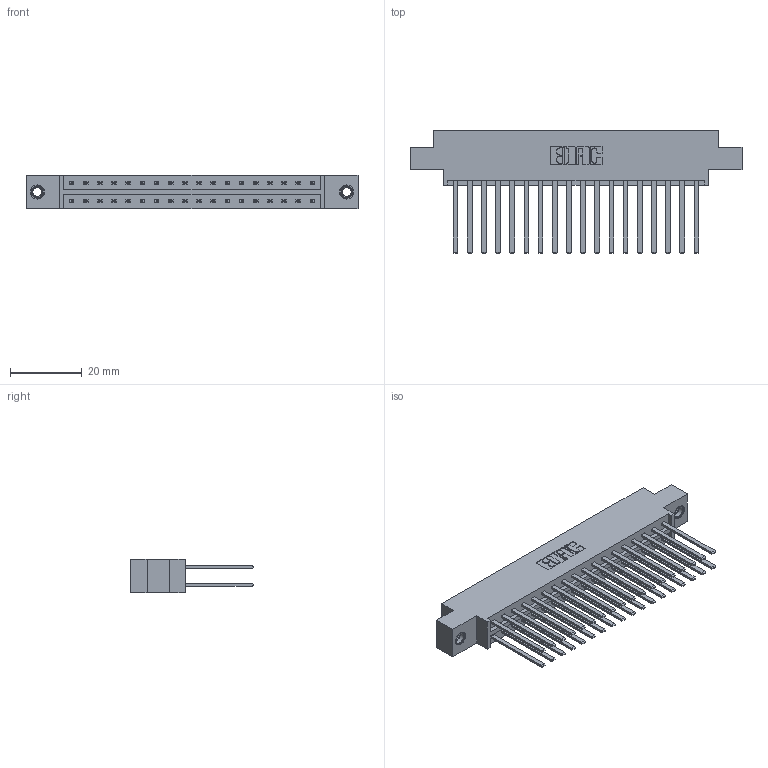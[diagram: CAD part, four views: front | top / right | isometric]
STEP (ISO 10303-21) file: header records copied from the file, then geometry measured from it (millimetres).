
FILE_DESCRIPTION (( 'STEP AP203' ), '1' );
FILE_NAME ('833-036-544-807.STEP', '2020-06-03T03:35:01', ( '' ), ( '' ), 'SwSTEP 2.0', 'SolidWorks 2020', '' );
FILE_SCHEMA (( 'CONFIG_CONTROL_DESIGN' ));
Length unit declared in the file: inch
Products named in the file (4): 833-036-544-807; 345-292-001_345-293-144; 345-250-001_345-250-005-103; 833 Part_Offset - .156 Dia - TI
Assembly tree (39 placements, depth 2):
  833-036-544-807
    833 Part_Offset - .156 Dia - TI
    345-292-001_345-293-144  x36
    345-250-001_345-250-005-103  x2
Bounding box: 92.86 x 34.3 x 9.4 mm (x, y, z)
Volume: 9519.6 mm3; surface area: 12876.5 mm2
Topology: 39 solids, 39 shells, 1834 faces, 5391 edges, 3538 vertices
Faces by surface type: plane 1258, cylinder 560, cone 12, torus 4
Entity records: 15818 total; most frequent: CARTESIAN_POINT 2633, ORIENTED_EDGE 2562, DIRECTION 2319, EDGE_CURVE 1281, VECTOR 1137, LINE 1137, VERTEX_POINT 848, AXIS2_PLACEMENT_3D 591
